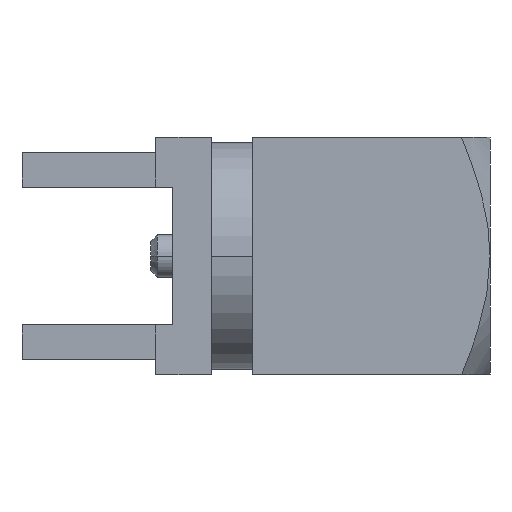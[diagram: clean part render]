
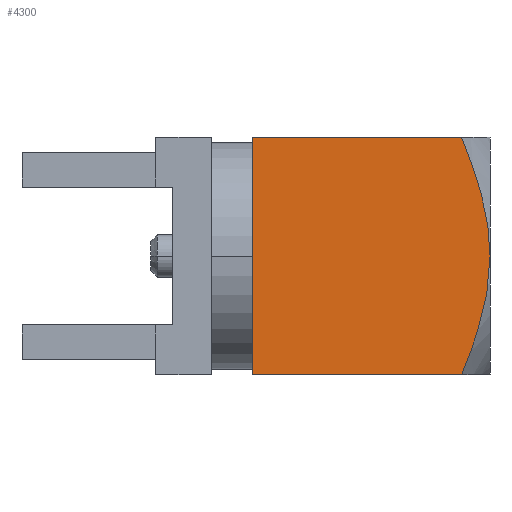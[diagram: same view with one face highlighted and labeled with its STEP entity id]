
A CAD part, left-side view. The second image highlights one B-rep face of the part: STEP entity #4300.
In plain terms, the highlighted planar face has unit normal (-1, 0, 0).
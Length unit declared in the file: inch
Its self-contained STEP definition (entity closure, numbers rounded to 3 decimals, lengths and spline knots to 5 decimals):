
#1467=DIRECTION('',(0.,1.,0.));
#1468=VECTOR('',#1467,0.24264);
#1469=CARTESIAN_POINT('',(-0.1378,-0.10484,
0.1378));
#1470=LINE('',#1469,#1468);
#1475=CARTESIAN_POINT('',(-0.1378,-0.1378,
0.));
#1476=CARTESIAN_POINT('',(-0.1378,-0.1378,
-0.0054));
#1477=CARTESIAN_POINT('',(-0.1378,-0.13743,
-0.01618));
#1478=CARTESIAN_POINT('',(-0.1378,-0.13581,
-0.03227));
#1479=CARTESIAN_POINT('',(-0.1378,-0.1332,
-0.04831));
#1480=CARTESIAN_POINT('',(-0.1378,-0.12967,
-0.06442));
#1481=CARTESIAN_POINT('',(-0.1378,-0.12522,
-0.0809));
#1482=CARTESIAN_POINT('',(-0.1378,-0.1198,
-0.09815));
#1483=CARTESIAN_POINT('',(-0.1378,-0.11324,
-0.11665));
#1484=CARTESIAN_POINT('',(-0.1378,-0.10781,
-0.13053));
#1485=CARTESIAN_POINT('',(-0.1378,-0.10484,
-0.1378));
#1487=DIRECTION('',(0.,1.,0.));
#1488=VECTOR('',#1487,0.24264);
#1489=CARTESIAN_POINT('',(-0.1378,-0.10484,
-0.1378));
#1490=LINE('',#1489,#1488);
#1491=DIRECTION('',(0.,0.,1.));
#1492=VECTOR('',#1491,0.27559);
#1493=CARTESIAN_POINT('',(-0.1378,0.1378,
-0.1378));
#1494=LINE('',#1493,#1492);
#1495=CARTESIAN_POINT('',(-0.1378,-0.10484,
0.1378));
#1496=CARTESIAN_POINT('',(-0.1378,-0.10787,
0.13038));
#1497=CARTESIAN_POINT('',(-0.1378,-0.11339,
0.11625));
#1498=CARTESIAN_POINT('',(-0.1378,-0.12002,
0.09749));
#1499=CARTESIAN_POINT('',(-0.1378,-0.12545,
0.08014));
#1500=CARTESIAN_POINT('',(-0.1378,-0.12985,
0.06367));
#1501=CARTESIAN_POINT('',(-0.1378,-0.13332,
0.04765));
#1502=CARTESIAN_POINT('',(-0.1378,-0.13587,
0.03179));
#1503=CARTESIAN_POINT('',(-0.1378,-0.13744,
0.01592));
#1504=CARTESIAN_POINT('',(-0.1378,-0.1378,
0.00531));
#1505=CARTESIAN_POINT('',(-0.1378,-0.1378,
0.));
#1527=CARTESIAN_POINT('',(-0.1378,-0.10484,
-0.1378));
#2326=CARTESIAN_POINT('',(-0.1378,0.1378,
-0.1378));
#2328=VERTEX_POINT('',#2326);
#2333=CARTESIAN_POINT('',(-0.1378,0.1378,
0.1378));
#2334=VERTEX_POINT('',#2333);
#2455=CARTESIAN_POINT('',(-0.1378,-0.1378,
0.));
#2456=VERTEX_POINT('',#2455);
#2458=VERTEX_POINT('',#1527);
#2459=VERTEX_POINT('',#1495);
#4285=CARTESIAN_POINT('',(-0.1378,-0.1378,
-0.1378));
#4286=DIRECTION('',(-1.,0.,0.));
#4287=DIRECTION('',(0.,0.,1.));
#4288=AXIS2_PLACEMENT_3D('',#4285,#4286,#4287);
#4289=PLANE('',#4288);
#4291=ORIENTED_EDGE('',*,*,#4290,.T.);
#4293=ORIENTED_EDGE('',*,*,#4292,.T.);
#4295=ORIENTED_EDGE('',*,*,#4294,.T.);
#4296=ORIENTED_EDGE('',*,*,#4264,.F.);
#4297=ORIENTED_EDGE('',*,*,#4277,.T.);
#4298=EDGE_LOOP('',(#4291,#4293,#4295,#4296,#4297));
#4299=FACE_OUTER_BOUND('',#4298,.F.);
#4300=ADVANCED_FACE('',(#4299),#4289,.T.);
#1486=B_SPLINE_CURVE_WITH_KNOTS('',3,(#1475,#1476,#1477,#1478,#1479,#1480,#1481,
#1482,#1483,#1484,#1485),.UNSPECIFIED.,.F.,.F.,(4,1,1,1,1,1,1,1,4),(0.,
0.125,0.25,0.375,0.5,0.625,0.75,0.875,1.),.UNSPECIFIED.);
#1506=B_SPLINE_CURVE_WITH_KNOTS('',3,(#1495,#1496,#1497,#1498,#1499,#1500,#1501,
#1502,#1503,#1504,#1505),.UNSPECIFIED.,.F.,.F.,(4,1,1,1,1,1,1,1,4),(0.,
0.125,0.25,0.375,0.5,0.625,0.75,0.875,1.),.UNSPECIFIED.);
#4264=EDGE_CURVE('',#2459,#2334,#1470,.T.);
#4277=EDGE_CURVE('',#2459,#2456,#1506,.T.);
#4290=EDGE_CURVE('',#2456,#2458,#1486,.T.);
#4292=EDGE_CURVE('',#2458,#2328,#1490,.T.);
#4294=EDGE_CURVE('',#2328,#2334,#1494,.T.);
